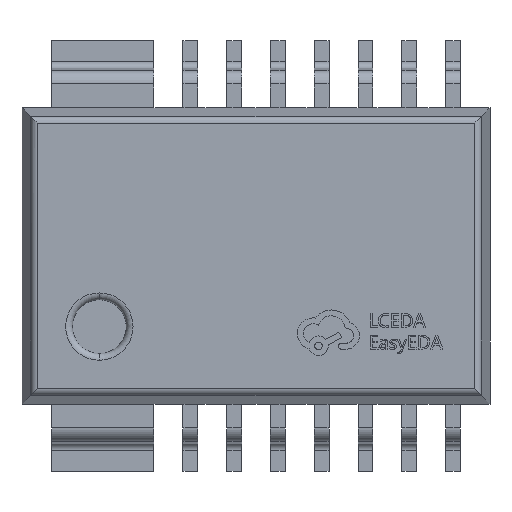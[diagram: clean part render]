
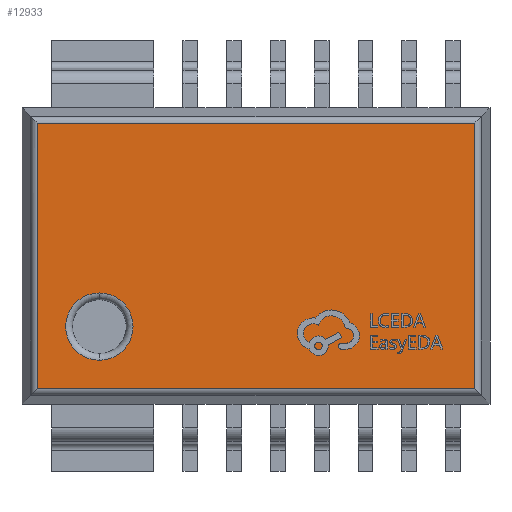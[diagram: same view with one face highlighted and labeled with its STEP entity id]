
A CAD part, top view. The second image highlights one B-rep face of the part: STEP entity #12933.
In plain terms, the highlighted planar face has unit normal (0, 0, 1).
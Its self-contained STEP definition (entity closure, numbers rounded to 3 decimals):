
#292 = CARTESIAN_POINT ( 'NONE',  ( 0., 1.97, 1.5 ) ) ;
#1127 = CARTESIAN_POINT ( 'NONE',  ( -2.326, -1.051, 1.5 ) ) ;
#1943 = EDGE_CURVE ( 'NONE', #22437, #3495, #17891, .T. ) ;
#2221 = VERTEX_POINT ( 'NONE', #22035 ) ;
#2364 = DIRECTION ( 'NONE',  ( 0., 0., -1. ) ) ;
#2382 = FACE_BOUND ( 'NONE', #5378, .T. ) ;
#2810 = LINE ( 'NONE', #12449, #10970 ) ;
#3484 = VERTEX_POINT ( 'NONE', #15358 ) ;
#3495 = VERTEX_POINT ( 'NONE', #9860 ) ;
#3810 = ORIENTED_EDGE ( 'NONE', *, *, #10499, .T. ) ;
#5087 = PLANE ( 'NONE',  #24074 ) ;
#5378 = EDGE_LOOP ( 'NONE', ( #9431, #19952 ) ) ;
#5747 = LINE ( 'NONE', #17142, #19787 ) ;
#5982 = ORIENTED_EDGE ( 'NONE', *, *, #1943, .T. ) ;
#6121 = CIRCLE ( 'NONE', #10207, 0.5 ) ;
#8079 = CARTESIAN_POINT ( 'NONE',  ( -2.326, -1.051, 1.5 ) ) ;
#8092 = CARTESIAN_POINT ( 'NONE',  ( -3.245, -1.97, 1.5 ) ) ;
#8152 = DIRECTION ( 'NONE',  ( -1., 0., 0. ) ) ;
#8397 = CARTESIAN_POINT ( 'NONE',  ( -2.326, -1.551, 1.5 ) ) ;
#8654 = VERTEX_POINT ( 'NONE', #8397 ) ;
#9121 = ORIENTED_EDGE ( 'NONE', *, *, #21252, .T. ) ;
#9431 = ORIENTED_EDGE ( 'NONE', *, *, #11236, .T. ) ;
#9860 = CARTESIAN_POINT ( 'NONE',  ( -3.245, 1.97, 1.5 ) ) ;
#10141 = CARTESIAN_POINT ( 'NONE',  ( -3.245, -2.051, 1.5 ) ) ;
#10207 = AXIS2_PLACEMENT_3D ( 'NONE', #1127, #16663, #16535 ) ;
#10499 = EDGE_CURVE ( 'NONE', #16779, #2221, #5747, .T. ) ;
#10970 = VECTOR ( 'NONE', #18480, 1000. ) ;
#11236 = EDGE_CURVE ( 'NONE', #3484, #8654, #23902, .T. ) ;
#11906 = DIRECTION ( 'NONE',  ( 0., 1., 0. ) ) ;
#12449 = CARTESIAN_POINT ( 'NONE',  ( 3.245, 0., 1.5 ) ) ;
#12933 = ADVANCED_FACE ( 'NONE', ( #22007, #2382 ), #5087, .F. ) ;
#13451 = DIRECTION ( 'NONE',  ( 0., -1., 0. ) ) ;
#13986 = DIRECTION ( 'NONE',  ( 0., 1., 0. ) ) ;
#14820 = CARTESIAN_POINT ( 'NONE',  ( 0., 0., 1.5 ) ) ;
#15358 = CARTESIAN_POINT ( 'NONE',  ( -2.326, -0.551, 1.5 ) ) ;
#16123 = CARTESIAN_POINT ( 'NONE',  ( 3.245, 1.97, 1.5 ) ) ;
#16535 = DIRECTION ( 'NONE',  ( 0., 1., 0. ) ) ;
#16663 = DIRECTION ( 'NONE',  ( 0., 0., -1. ) ) ;
#16779 = VERTEX_POINT ( 'NONE', #8092 ) ;
#16783 = EDGE_CURVE ( 'NONE', #3495, #16779, #19599, .T. ) ;
#17034 = VECTOR ( 'NONE', #13451, 1000. ) ;
#17142 = CARTESIAN_POINT ( 'NONE',  ( 3.326, -1.97, 1.5 ) ) ;
#17891 = LINE ( 'NONE', #292, #25145 ) ;
#18480 = DIRECTION ( 'NONE',  ( 0., 1., 0. ) ) ;
#18611 = AXIS2_PLACEMENT_3D ( 'NONE', #8079, #2364, #11906 ) ;
#19599 = LINE ( 'NONE', #10141, #17034 ) ;
#19787 = VECTOR ( 'NONE', #24656, 1000. ) ;
#19952 = ORIENTED_EDGE ( 'NONE', *, *, #22945, .T. ) ;
#21078 = ORIENTED_EDGE ( 'NONE', *, *, #16783, .T. ) ;
#21252 = EDGE_CURVE ( 'NONE', #2221, #22437, #2810, .T. ) ;
#22007 = FACE_OUTER_BOUND ( 'NONE', #22607, .T. ) ;
#22035 = CARTESIAN_POINT ( 'NONE',  ( 3.245, -1.97, 1.5 ) ) ;
#22437 = VERTEX_POINT ( 'NONE', #16123 ) ;
#22595 = DIRECTION ( 'NONE',  ( 0., 0., -1. ) ) ;
#22607 = EDGE_LOOP ( 'NONE', ( #5982, #21078, #3810, #9121 ) ) ;
#22945 = EDGE_CURVE ( 'NONE', #8654, #3484, #6121, .T. ) ;
#23902 = CIRCLE ( 'NONE', #18611, 0.5 ) ;
#24074 = AXIS2_PLACEMENT_3D ( 'NONE', #14820, #22595, #13986 ) ;
#24656 = DIRECTION ( 'NONE',  ( 1., 0., 0. ) ) ;
#25145 = VECTOR ( 'NONE', #8152, 1000. ) ;
